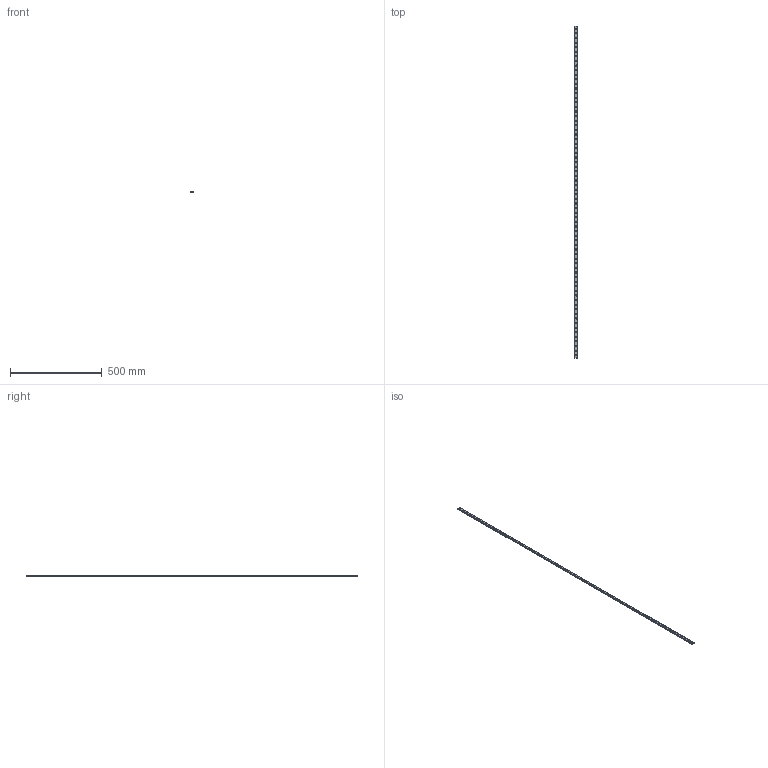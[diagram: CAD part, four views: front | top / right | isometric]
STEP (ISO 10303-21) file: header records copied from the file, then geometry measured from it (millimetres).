
FILE_DESCRIPTION(('STEP AP214'),'1');
FILE_NAME('cctmp_97425FD8-3D61-474C-BE9B-469E94C806B9_2021_02_19_11_30_00_0360..stp','2021-02-19T10:30:00',('HIWIN GmbH'),('CADClick - www.CADClick.com'),'Spatial InterOp 3D',' ','unknown authorization');
FILE_SCHEMA(('AUTOMOTIVE_DESIGN'));
Length unit declared in the file: millimetre
Products named in the file (1): MGNR12R1805CM_FILE
Bounding box: 12 x 1805 x 8 mm (x, y, z)
Volume: 154621.7 mm3; surface area: 89708.6 mm2
Topology: 1 solids, 1 shells, 743 faces, 1563 edges, 1042 vertices
Faces by surface type: cylinder 448, plane 295
Entity records: 26281 total; most frequent: DIRECTION 3947, CARTESIAN_POINT 3349, ORIENTED_EDGE 3126, AXIS2_PLACEMENT_3D 1640, EDGE_CURVE 1563, VERTEX_POINT 1042, EDGE_LOOP 963, CIRCLE 896
